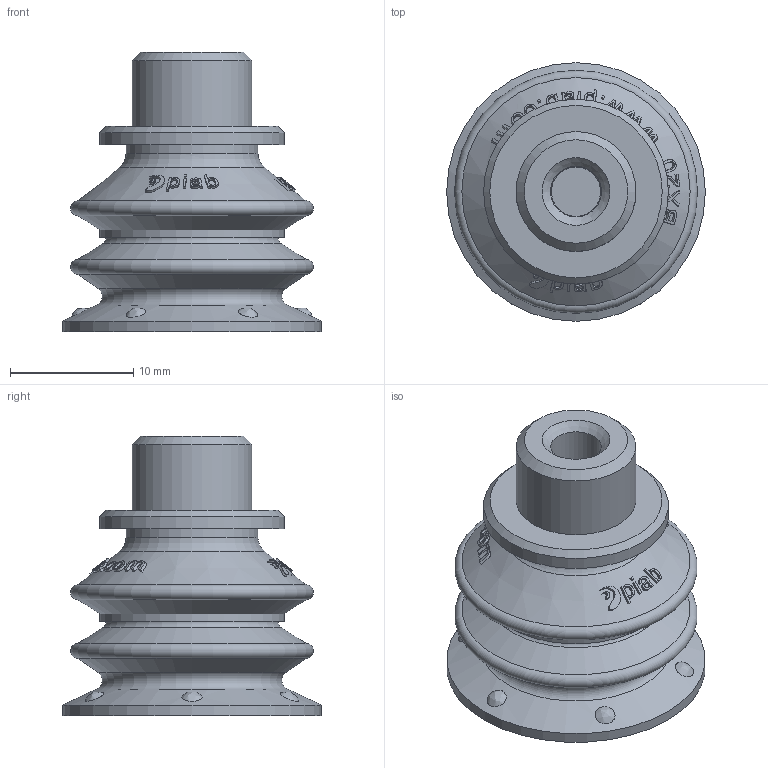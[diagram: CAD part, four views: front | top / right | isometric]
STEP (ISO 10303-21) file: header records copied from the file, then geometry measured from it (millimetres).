
FILE_DESCRIPTION( ( 'Unknown' ), '1' );
FILE_NAME( '0125105.stp', 'Unknown', ( 'Unknown' ), ( 'Unknown' ), 'PSStep 10.0', 'Unknown', ' ' );
FILE_SCHEMA( ( 'automotive_design' ) );
Length unit declared in the file: millimetre
Products named in the file (3): Assem1; Suction_Cup_BX25; fitting_G1-8 male
Bounding box: 21 x 21 x 22.66 mm (x, y, z)
Volume: 7642.8 mm3; surface area: 4659.2 mm2
Topology: 4 solids, 4 shells, 518 faces, 1800 edges, 1372 vertices
Faces by surface type: plane 202, cylinder 106, extrusion 96, cone 86, bspline 18, torus 10
Full cylindrical faces by diameter (mm): 4 x2, 4.134 x2, 9.73 x2, 10.698 x2, 15 x2, 21 x2
Entity records: 15818 total; most frequent: CARTESIAN_POINT 6376, ORIENTED_EDGE 1740, EDGE_CURVE 870, B_SPLINE_CURVE_WITH_KNOTS 761, VERTEX_POINT 676, DIRECTION 639, PRESENTATION_STYLE_ASSIGNMENT 497, COLOUR_RGB 497
